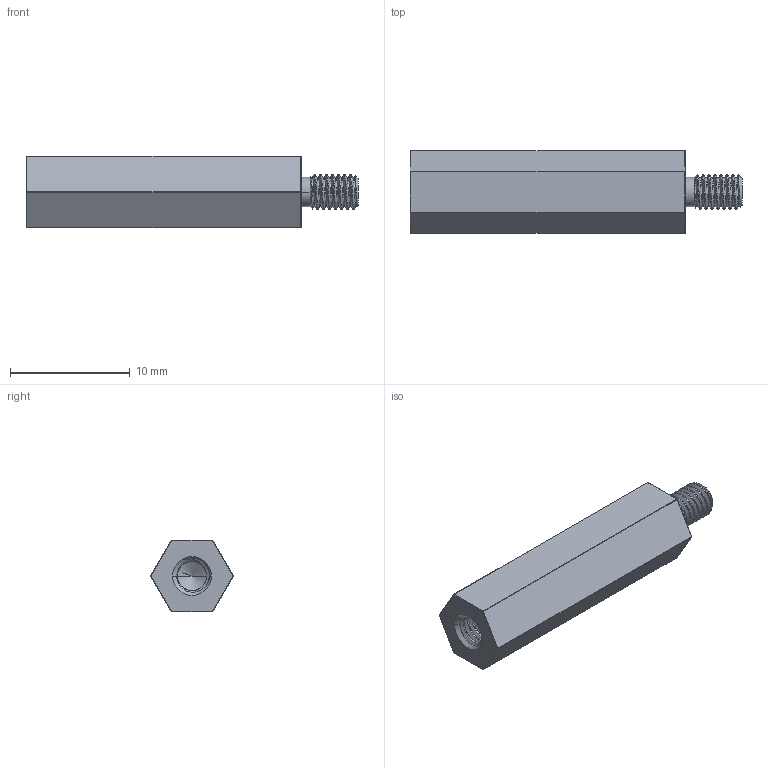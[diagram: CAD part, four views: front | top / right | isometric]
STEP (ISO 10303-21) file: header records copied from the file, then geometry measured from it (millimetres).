
FILE_DESCRIPTION((''),'2;1');
FILE_NAME('MALE_FEMALE_STANDOFF','2022-02-13T17:41:31',('Administrator'),(''),'CREO PARAMETRIC BY PTC INC, 2019292','CREO PARAMETRIC BY PTC INC, 2019292','');
FILE_SCHEMA(('AUTOMOTIVE_DESIGN { 1 0 10303 214 1 1 1 1 }'));
Length unit declared in the file: millimetre
Products named in the file (1): MALE_FEMALE_STANDOFF
Bounding box: 27.76 x 6.91 x 6 mm (x, y, z)
Volume: 704.8 mm3; surface area: 687.9 mm2
Topology: 1 solids, 1 shells, 108 faces, 258 edges, 153 vertices
Faces by surface type: cylinder 57, bspline 21, sphere 12, plane 11, cone 7
Entity records: 9274 total; most frequent: CARTESIAN_POINT 6042, ORIENTED_EDGE 512, DIRECTION 368, PRESENTATION_STYLE_ASSIGNMENT 257, STYLED_ITEM 257, CURVE_STYLE 256, EDGE_CURVE 256, VERTEX_POINT 153
